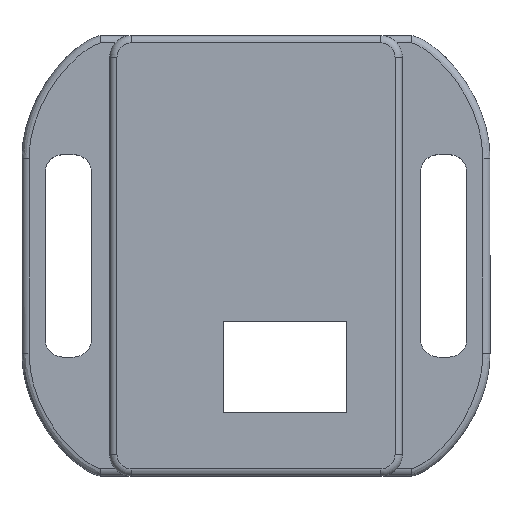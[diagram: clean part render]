
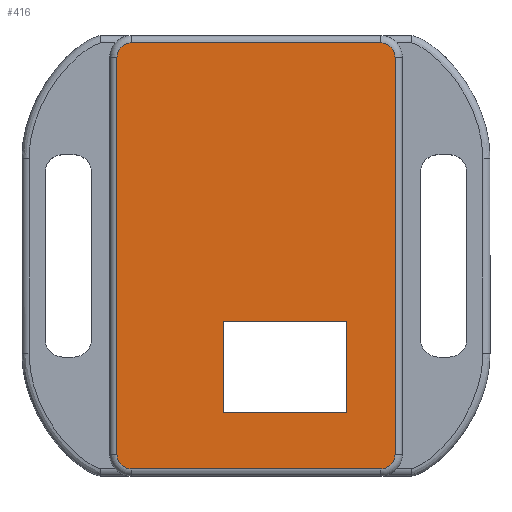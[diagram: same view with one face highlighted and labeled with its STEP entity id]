
A CAD part, top view. The second image highlights one B-rep face of the part: STEP entity #416.
In plain terms, the highlighted planar face has unit normal (0, 0, 1).
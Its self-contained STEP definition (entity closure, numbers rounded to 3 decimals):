
#125 = VERTEX_POINT('',#126);
#126 = CARTESIAN_POINT('',(-11.75,-20.49,6.45));
#133 = EDGE_CURVE('',#125,#134,#136,.T.);
#134 = VERTEX_POINT('',#135);
#135 = CARTESIAN_POINT('',(-11.75,7.01,6.45));
#136 = LINE('',#137,#138);
#137 = CARTESIAN_POINT('',(-11.75,-20.49,6.45));
#138 = VECTOR('',#139,1.);
#139 = DIRECTION('',(0.,1.,0.));
#371 = VERTEX_POINT('',#372);
#372 = CARTESIAN_POINT('',(-10.75,-21.49,6.45));
#381 = EDGE_CURVE('',#371,#125,#382,.T.);
#382 = CIRCLE('',#383,1.);
#383 = AXIS2_PLACEMENT_3D('',#384,#385,#386);
#384 = CARTESIAN_POINT('',(-10.75,-20.49,6.45));
#385 = DIRECTION('',(-0.,-0.,-1.));
#386 = DIRECTION('',(0.,-1.,0.));
#416 = ADVANCED_FACE('',(#417,#470),#504,.T.);
#417 = FACE_BOUND('',#418,.T.);
#418 = EDGE_LOOP('',(#419,#420,#421,#429,#438,#446,#455,#463));
#419 = ORIENTED_EDGE('',*,*,#133,.F.);
#420 = ORIENTED_EDGE('',*,*,#381,.F.);
#421 = ORIENTED_EDGE('',*,*,#422,.F.);
#422 = EDGE_CURVE('',#423,#371,#425,.T.);
#423 = VERTEX_POINT('',#424);
#424 = CARTESIAN_POINT('',(6.5,-21.49,6.45));
#425 = LINE('',#426,#427);
#426 = CARTESIAN_POINT('',(6.5,-21.49,6.45));
#427 = VECTOR('',#428,1.);
#428 = DIRECTION('',(-1.,0.,0.));
#429 = ORIENTED_EDGE('',*,*,#430,.F.);
#430 = EDGE_CURVE('',#431,#423,#433,.T.);
#431 = VERTEX_POINT('',#432);
#432 = CARTESIAN_POINT('',(7.5,-20.49,6.45));
#433 = CIRCLE('',#434,1.);
#434 = AXIS2_PLACEMENT_3D('',#435,#436,#437);
#435 = CARTESIAN_POINT('',(6.5,-20.49,6.45));
#436 = DIRECTION('',(0.,0.,-1.));
#437 = DIRECTION('',(1.,0.,0.));
#438 = ORIENTED_EDGE('',*,*,#439,.F.);
#439 = EDGE_CURVE('',#440,#431,#442,.T.);
#440 = VERTEX_POINT('',#441);
#441 = CARTESIAN_POINT('',(7.5,7.01,6.45));
#442 = LINE('',#443,#444);
#443 = CARTESIAN_POINT('',(7.5,7.01,6.45));
#444 = VECTOR('',#445,1.);
#445 = DIRECTION('',(0.,-1.,0.));
#446 = ORIENTED_EDGE('',*,*,#447,.F.);
#447 = EDGE_CURVE('',#448,#440,#450,.T.);
#448 = VERTEX_POINT('',#449);
#449 = CARTESIAN_POINT('',(6.5,8.01,6.45));
#450 = CIRCLE('',#451,1.);
#451 = AXIS2_PLACEMENT_3D('',#452,#453,#454);
#452 = CARTESIAN_POINT('',(6.5,7.01,6.45));
#453 = DIRECTION('',(0.,0.,-1.));
#454 = DIRECTION('',(0.,1.,0.));
#455 = ORIENTED_EDGE('',*,*,#456,.F.);
#456 = EDGE_CURVE('',#457,#448,#459,.T.);
#457 = VERTEX_POINT('',#458);
#458 = CARTESIAN_POINT('',(-10.75,8.01,6.45));
#459 = LINE('',#460,#461);
#460 = CARTESIAN_POINT('',(-10.75,8.01,6.45));
#461 = VECTOR('',#462,1.);
#462 = DIRECTION('',(1.,0.,0.));
#463 = ORIENTED_EDGE('',*,*,#464,.F.);
#464 = EDGE_CURVE('',#134,#457,#465,.T.);
#465 = CIRCLE('',#466,1.);
#466 = AXIS2_PLACEMENT_3D('',#467,#468,#469);
#467 = CARTESIAN_POINT('',(-10.75,7.01,6.45));
#468 = DIRECTION('',(0.,0.,-1.));
#469 = DIRECTION('',(-1.,0.,0.));
#470 = FACE_BOUND('',#471,.T.);
#471 = EDGE_LOOP('',(#472,#482,#490,#498));
#472 = ORIENTED_EDGE('',*,*,#473,.T.);
#473 = EDGE_CURVE('',#474,#476,#478,.T.);
#474 = VERTEX_POINT('',#475);
#475 = CARTESIAN_POINT('',(-4.395,-17.611,6.45));
#476 = VERTEX_POINT('',#477);
#477 = CARTESIAN_POINT('',(-4.395,-11.291,6.45));
#478 = LINE('',#479,#480);
#479 = CARTESIAN_POINT('',(-4.395,-17.611,6.45));
#480 = VECTOR('',#481,1.);
#481 = DIRECTION('',(0.,1.,0.));
#482 = ORIENTED_EDGE('',*,*,#483,.T.);
#483 = EDGE_CURVE('',#476,#484,#486,.T.);
#484 = VERTEX_POINT('',#485);
#485 = CARTESIAN_POINT('',(4.155,-11.291,6.45));
#486 = LINE('',#487,#488);
#487 = CARTESIAN_POINT('',(-4.395,-11.291,6.45));
#488 = VECTOR('',#489,1.);
#489 = DIRECTION('',(1.,0.,0.));
#490 = ORIENTED_EDGE('',*,*,#491,.T.);
#491 = EDGE_CURVE('',#484,#492,#494,.T.);
#492 = VERTEX_POINT('',#493);
#493 = CARTESIAN_POINT('',(4.155,-17.611,6.45));
#494 = LINE('',#495,#496);
#495 = CARTESIAN_POINT('',(4.155,-11.291,6.45));
#496 = VECTOR('',#497,1.);
#497 = DIRECTION('',(0.,-1.,0.));
#498 = ORIENTED_EDGE('',*,*,#499,.T.);
#499 = EDGE_CURVE('',#492,#474,#500,.T.);
#500 = LINE('',#501,#502);
#501 = CARTESIAN_POINT('',(4.155,-17.611,6.45));
#502 = VECTOR('',#503,1.);
#503 = DIRECTION('',(-1.,0.,0.));
#504 = PLANE('',#505);
#505 = AXIS2_PLACEMENT_3D('',#506,#507,#508);
#506 = CARTESIAN_POINT('',(-2.125,-6.74,6.45));
#507 = DIRECTION('',(0.,0.,1.));
#508 = DIRECTION('',(1.,0.,0.));
